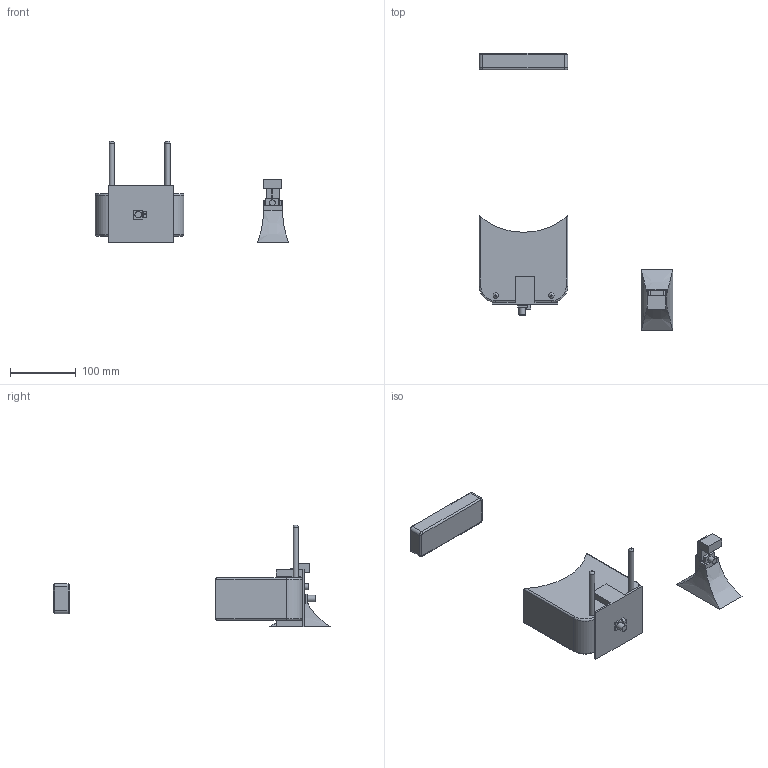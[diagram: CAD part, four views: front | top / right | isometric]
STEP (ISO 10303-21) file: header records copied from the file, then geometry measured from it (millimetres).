
FILE_DESCRIPTION(/* description */ (''),/* implementation_level */ '2;1');
FILE_NAME(/* name */ 'Completed LaPL v2.step',/* time_stamp */ '2025-08-01T05:48:27-04:00',/* author */ (''),/* organization */ (''),/* preprocessor_version */ 'ST-DEVELOPER v20.1',/* originating_system */ 'Autodesk Translation Framework v14.10.0.0',/* authorisation */ '');
FILE_SCHEMA (('AUTOMOTIVE_DESIGN { 1 0 10303 214 3 1 1 }'));
Length unit declared in the file: millimetre
Products named in the file (5): Completed LaPL; Arris VR-009 Video Headset Mockup; Wireless Camera Holder; Wireless Bracket; Camera Holder
Assembly tree (4 placements, depth 3):
  Completed LaPL
    Arris VR-009 Video Headset Mockup
    Wireless Camera Holder
      Wireless Bracket
    Camera Holder
Bounding box: 295 x 423 x 155 mm (x, y, z)
Volume: 1300797.2 mm3; surface area: 137966 mm2
Topology: 7 solids, 7 shells, 158 faces, 383 edges, 246 vertices
Faces by surface type: plane 85, cylinder 48, bspline 21, torus 4
Full cylindrical faces by diameter (mm): 1.775 x1, 2.075 x5, 2.58 x3, 8 x2, 9 x1, 10 x1
Entity records: 7430 total; most frequent: CARTESIAN_POINT 3787, ORIENTED_EDGE 766, DIRECTION 645, EDGE_CURVE 383, VERTEX_POINT 246, LINE 233, VECTOR 233, AXIS2_PLACEMENT_3D 206
